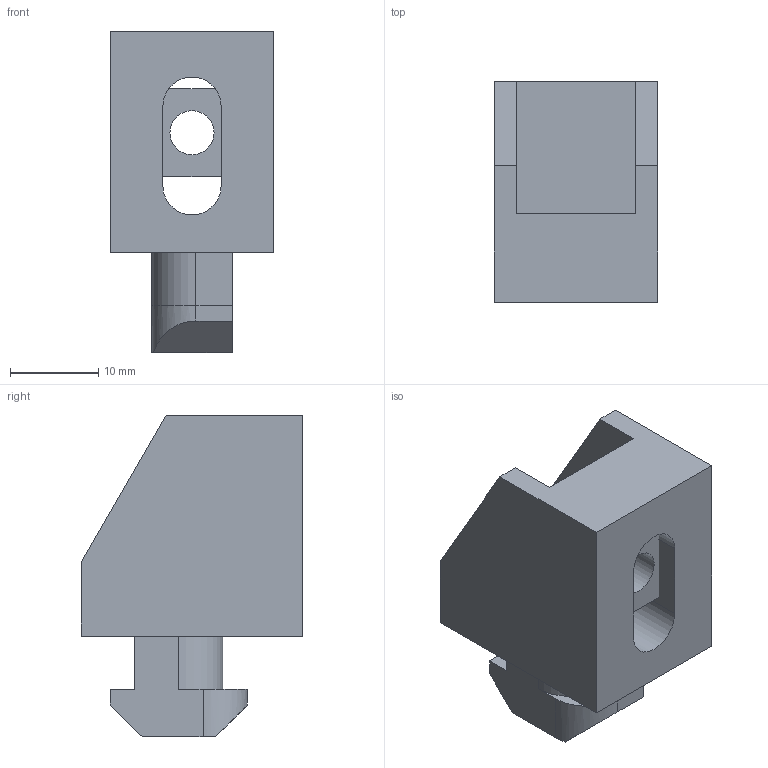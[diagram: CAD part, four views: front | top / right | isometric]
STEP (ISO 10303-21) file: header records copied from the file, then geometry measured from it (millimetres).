
FILE_DESCRIPTION(('STEP AP203'),'1');
FILE_NAME('SAFE10B1314.stp','2023-10-20T08:33:01',(' '),(' '),'Spatial InterOp 3D',' ',' ');
FILE_SCHEMA(('CONFIG_CONTROL_DESIGN'));
Length unit declared in the file: millimetre
Products named in the file (3): Panoblock 10 PA M6; Ecrou Panoblock
Assembly tree (2 placements, depth 2):
  Panoblock 10 PA M6
    Ecrou Panoblock
    Panoblock 10 PA M6
Bounding box: 18.5 x 25 x 36.4 mm (x, y, z)
Volume: 7170.5 mm3; surface area: 4559.3 mm2
Topology: 2 solids, 2 shells, 38 faces, 99 edges, 66 vertices
Faces by surface type: plane 31, cylinder 7
Full cylindrical faces by diameter (mm): 5 x1
Entity records: 1552 total; most frequent: CARTESIAN_POINT 205, DIRECTION 196, ORIENTED_EDGE 196, EDGE_CURVE 98, LINE 82, VECTOR 82, VERTEX_POINT 66, AXIS2_PLACEMENT_3D 57
